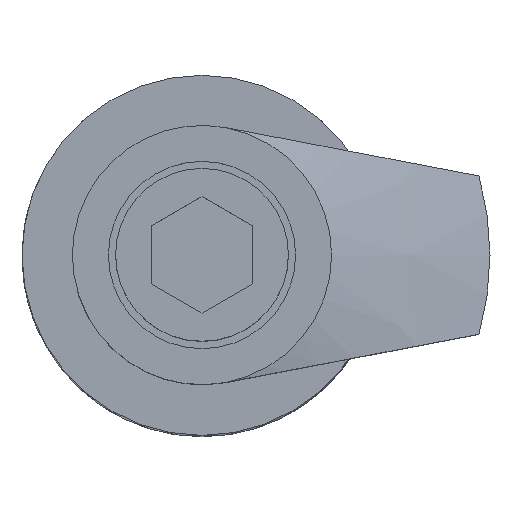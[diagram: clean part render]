
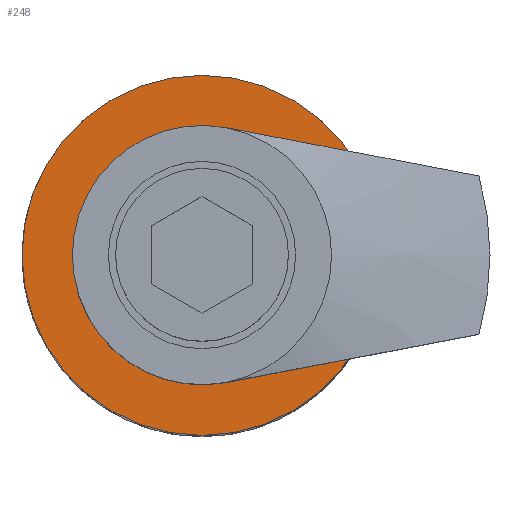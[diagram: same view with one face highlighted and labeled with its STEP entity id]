
A CAD part, top view. The second image highlights one B-rep face of the part: STEP entity #248.
In plain terms, the highlighted planar face has unit normal (0, 0, 1).
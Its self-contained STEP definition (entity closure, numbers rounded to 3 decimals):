
#148 = CARTESIAN_POINT ( 'NONE',  ( 0., 0., 100. ) ) ;
#198 = PLANE ( 'NONE',  #922 ) ;
#200 = EDGE_LOOP ( 'NONE', ( #1028, #720 ) ) ;
#224 = CARTESIAN_POINT ( 'NONE',  ( 0., 0., 100. ) ) ;
#248 = ADVANCED_FACE ( 'NONE', ( #699, #1841 ), #198, .F. ) ;
#249 = DIRECTION ( 'NONE',  ( 0., 0., 1. ) ) ;
#275 = VERTEX_POINT ( 'NONE', #352 ) ;
#304 = CARTESIAN_POINT ( 'NONE',  ( -25., 0., 100. ) ) ;
#321 = DIRECTION ( 'NONE',  ( -1., 0., 0. ) ) ;
#333 = DIRECTION ( 'NONE',  ( 1., 0., 0. ) ) ;
#352 = CARTESIAN_POINT ( 'NONE',  ( 16., 0., 100. ) ) ;
#453 = CARTESIAN_POINT ( 'NONE',  ( 0., 0., 100. ) ) ;
#566 = CIRCLE ( 'NONE', #855, 25. ) ;
#587 = EDGE_CURVE ( 'NONE', #1122, #630, #599, .T. ) ;
#590 = DIRECTION ( 'NONE',  ( 1., 0., 0. ) ) ;
#599 = CIRCLE ( 'NONE', #851, 25. ) ;
#630 = VERTEX_POINT ( 'NONE', #1574 ) ;
#699 = FACE_BOUND ( 'NONE', #1457, .T. ) ;
#720 = ORIENTED_EDGE ( 'NONE', *, *, #587, .T. ) ;
#758 = ORIENTED_EDGE ( 'NONE', *, *, #1754, .F. ) ;
#851 = AXIS2_PLACEMENT_3D ( 'NONE', #224, #249, #590 ) ;
#855 = AXIS2_PLACEMENT_3D ( 'NONE', #1136, #1151, #2116 ) ;
#922 = AXIS2_PLACEMENT_3D ( 'NONE', #2024, #1202, #321 ) ;
#1016 = DIRECTION ( 'NONE',  ( 1., 0., 0. ) ) ;
#1028 = ORIENTED_EDGE ( 'NONE', *, *, #1107, .T. ) ;
#1067 = AXIS2_PLACEMENT_3D ( 'NONE', #148, #1501, #333 ) ;
#1107 = EDGE_CURVE ( 'NONE', #630, #1122, #566, .T. ) ;
#1122 = VERTEX_POINT ( 'NONE', #304 ) ;
#1136 = CARTESIAN_POINT ( 'NONE',  ( 0., 0., 100. ) ) ;
#1149 = DIRECTION ( 'NONE',  ( 0., 0., 1. ) ) ;
#1151 = DIRECTION ( 'NONE',  ( 0., 0., 1. ) ) ;
#1179 = CIRCLE ( 'NONE', #1067, 16. ) ;
#1195 = ORIENTED_EDGE ( 'NONE', *, *, #1683, .F. ) ;
#1202 = DIRECTION ( 'NONE',  ( 0., 0., -1. ) ) ;
#1457 = EDGE_LOOP ( 'NONE', ( #1195, #758 ) ) ;
#1486 = CIRCLE ( 'NONE', #2189, 16. ) ;
#1501 = DIRECTION ( 'NONE',  ( 0., 0., 1. ) ) ;
#1574 = CARTESIAN_POINT ( 'NONE',  ( 25., 0., 100. ) ) ;
#1683 = EDGE_CURVE ( 'NONE', #275, #2143, #1179, .T. ) ;
#1754 = EDGE_CURVE ( 'NONE', #2143, #275, #1486, .T. ) ;
#1841 = FACE_OUTER_BOUND ( 'NONE', #200, .T. ) ;
#1993 = CARTESIAN_POINT ( 'NONE',  ( -16., 0., 100. ) ) ;
#2024 = CARTESIAN_POINT ( 'NONE',  ( 25., 0., 100. ) ) ;
#2116 = DIRECTION ( 'NONE',  ( 1., 0., 0. ) ) ;
#2143 = VERTEX_POINT ( 'NONE', #1993 ) ;
#2189 = AXIS2_PLACEMENT_3D ( 'NONE', #453, #1149, #1016 ) ;
